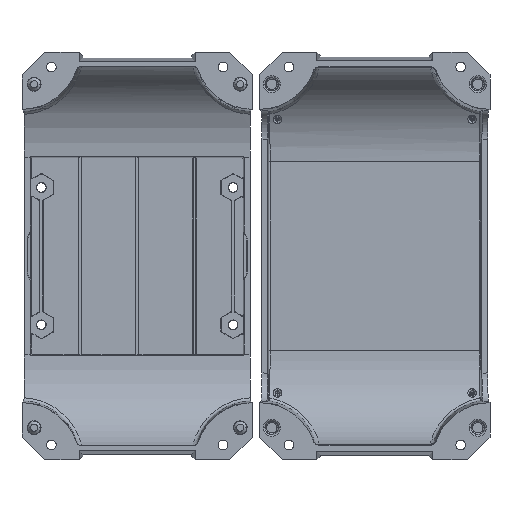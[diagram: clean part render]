
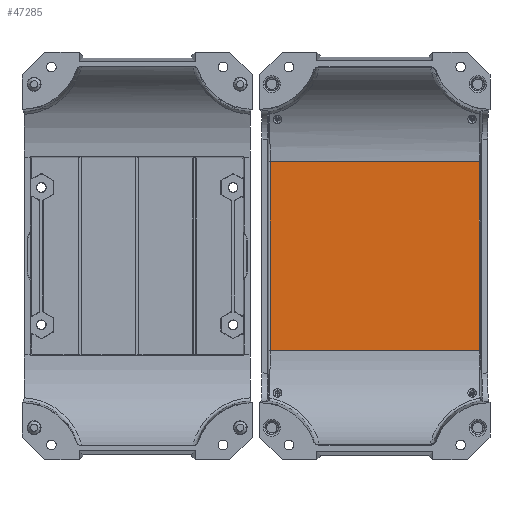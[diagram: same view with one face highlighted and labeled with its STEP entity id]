
A CAD part, top view. The second image highlights one B-rep face of the part: STEP entity #47285.
In plain terms, the highlighted planar face has unit normal (0, 0, 1).
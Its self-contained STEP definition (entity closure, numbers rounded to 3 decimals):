
#29323=CARTESIAN_POINT('Vertex',(46.414,-33.,2.)) ;
#29413=CARTESIAN_POINT('Vertex',(119.586,-33.,2.)) ;
#29416=CARTESIAN_POINT('Line Origine',(83.,-33.,2.)) ;
#30344=CARTESIAN_POINT('Vertex',(46.414,33.,2.)) ;
#30359=CARTESIAN_POINT('Line Origine',(46.414,-16.5,2.)) ;
#32053=CARTESIAN_POINT('Line Origine',(83.,33.,2.)) ;
#32057=CARTESIAN_POINT('Vertex',(119.586,33.,2.)) ;
#33287=CARTESIAN_POINT('Line Origine',(119.586,-16.5,2.)) ;
#47274=CARTESIAN_POINT('Axis2P3D Location',(83.,-33.,2.)) ;
#29418=VECTOR('Line Direction',#29417,1.) ;
#30361=VECTOR('Line Direction',#30360,1.) ;
#32055=VECTOR('Line Direction',#32054,1.) ;
#33289=VECTOR('Line Direction',#33288,1.) ;
#29417=DIRECTION('Vector Direction',(-1.,0.,0.)) ;
#30360=DIRECTION('Vector Direction',(0.,1.,0.)) ;
#32054=DIRECTION('Vector Direction',(1.,0.,0.)) ;
#33288=DIRECTION('Vector Direction',(0.,-1.,0.)) ;
#47275=DIRECTION('Axis2P3D Direction',(0.,0.,-1.)) ;
#47276=DIRECTION('Axis2P3D XDirection',(0.,1.,0.)) ;
#47277=AXIS2_PLACEMENT_3D('Plane Axis2P3D',#47274,#47275,#47276) ;
#29419=LINE('Line',#29416,#29418) ;
#30362=LINE('Line',#30359,#30361) ;
#32056=LINE('Line',#32053,#32055) ;
#33290=LINE('Line',#33287,#33289) ;
#47278=PLANE('',#47277) ;
#29420=EDGE_CURVE('',#29414,#29324,#29419,.T.) ;
#30363=EDGE_CURVE('',#29324,#30345,#30362,.T.) ;
#32059=EDGE_CURVE('',#30345,#32058,#32056,.T.) ;
#33291=EDGE_CURVE('',#29414,#32058,#33290,.F.) ;
#47280=ORIENTED_EDGE('',*,*,#30363,.F.) ;
#47281=ORIENTED_EDGE('',*,*,#29420,.F.) ;
#47282=ORIENTED_EDGE('',*,*,#33291,.T.) ;
#47283=ORIENTED_EDGE('',*,*,#32059,.F.) ;
#47279=EDGE_LOOP('',(#47280,#47281,#47282,#47283)) ;
#29324=VERTEX_POINT('',#29323) ;
#29414=VERTEX_POINT('',#29413) ;
#30345=VERTEX_POINT('',#30344) ;
#32058=VERTEX_POINT('',#32057) ;
#47285=ADVANCED_FACE('Body.2',(#47284),#47278,.F.) ;
#47284=FACE_OUTER_BOUND('',#47279,.T.) ;
